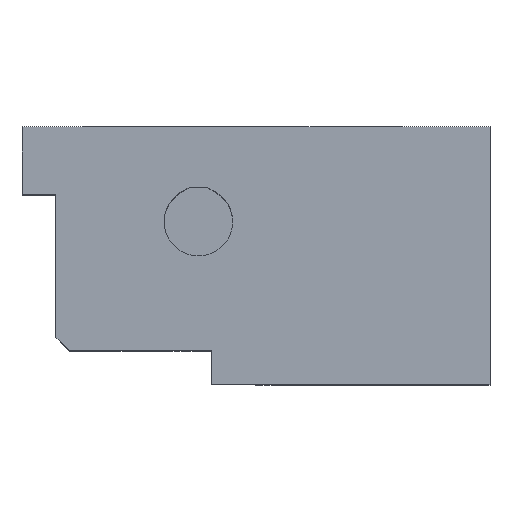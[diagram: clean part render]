
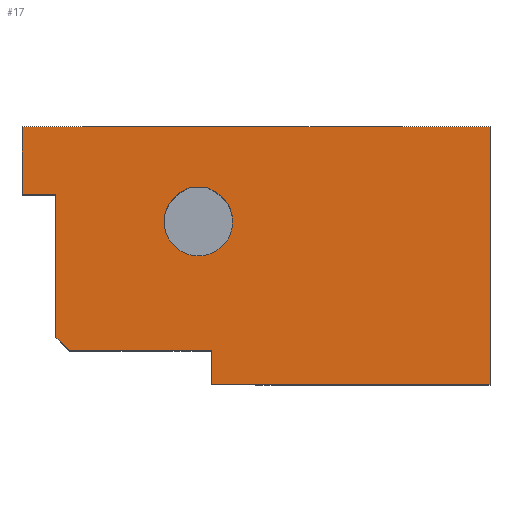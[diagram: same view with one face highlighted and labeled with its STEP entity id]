
A CAD part, top view. The second image highlights one B-rep face of the part: STEP entity #17.
In plain terms, the highlighted planar face has unit normal (0, 0, 1).
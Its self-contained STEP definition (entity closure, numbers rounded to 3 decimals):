
#17 = ADVANCED_FACE('',(#18,#92),#127,.F.);
#18 = FACE_BOUND('',#19,.T.);
#19 = EDGE_LOOP('',(#20,#30,#38,#46,#54,#62,#70,#78,#86));
#20 = ORIENTED_EDGE('',*,*,#21,.T.);
#21 = EDGE_CURVE('',#22,#24,#26,.T.);
#22 = VERTEX_POINT('',#23);
#23 = CARTESIAN_POINT('',(3.5,2.5,0.3));
#24 = VERTEX_POINT('',#25);
#25 = CARTESIAN_POINT('',(14.,2.5,0.3));
#26 = LINE('',#27,#28);
#27 = CARTESIAN_POINT('',(2.5,2.5,0.3));
#28 = VECTOR('',#29,1.);
#29 = DIRECTION('',(1.,0.,0.));
#30 = ORIENTED_EDGE('',*,*,#31,.T.);
#31 = EDGE_CURVE('',#24,#32,#34,.T.);
#32 = VERTEX_POINT('',#33);
#33 = CARTESIAN_POINT('',(14.,0.,0.3));
#34 = LINE('',#35,#36);
#35 = CARTESIAN_POINT('',(14.,2.5,0.3));
#36 = VECTOR('',#37,1.);
#37 = DIRECTION('',(-0.,-1.,-0.));
#38 = ORIENTED_EDGE('',*,*,#39,.T.);
#39 = EDGE_CURVE('',#32,#40,#42,.T.);
#40 = VERTEX_POINT('',#41);
#41 = CARTESIAN_POINT('',(34.5,0.,0.3));
#42 = LINE('',#43,#44);
#43 = CARTESIAN_POINT('',(14.,0.,0.3));
#44 = VECTOR('',#45,1.);
#45 = DIRECTION('',(1.,0.,0.));
#46 = ORIENTED_EDGE('',*,*,#47,.T.);
#47 = EDGE_CURVE('',#40,#48,#50,.T.);
#48 = VERTEX_POINT('',#49);
#49 = CARTESIAN_POINT('',(34.5,19.,0.3));
#50 = LINE('',#51,#52);
#51 = CARTESIAN_POINT('',(34.5,0.,0.3));
#52 = VECTOR('',#53,1.);
#53 = DIRECTION('',(0.,1.,0.));
#54 = ORIENTED_EDGE('',*,*,#55,.T.);
#55 = EDGE_CURVE('',#48,#56,#58,.T.);
#56 = VERTEX_POINT('',#57);
#57 = CARTESIAN_POINT('',(0.,19.,0.3));
#58 = LINE('',#59,#60);
#59 = CARTESIAN_POINT('',(34.5,19.,0.3));
#60 = VECTOR('',#61,1.);
#61 = DIRECTION('',(-1.,-0.,-0.));
#62 = ORIENTED_EDGE('',*,*,#63,.T.);
#63 = EDGE_CURVE('',#56,#64,#66,.T.);
#64 = VERTEX_POINT('',#65);
#65 = CARTESIAN_POINT('',(0.,14.,0.3));
#66 = LINE('',#67,#68);
#67 = CARTESIAN_POINT('',(0.,19.,0.3));
#68 = VECTOR('',#69,1.);
#69 = DIRECTION('',(-0.,-1.,-0.));
#70 = ORIENTED_EDGE('',*,*,#71,.T.);
#71 = EDGE_CURVE('',#64,#72,#74,.T.);
#72 = VERTEX_POINT('',#73);
#73 = CARTESIAN_POINT('',(2.5,14.,0.3));
#74 = LINE('',#75,#76);
#75 = CARTESIAN_POINT('',(0.,14.,0.3));
#76 = VECTOR('',#77,1.);
#77 = DIRECTION('',(1.,0.,0.));
#78 = ORIENTED_EDGE('',*,*,#79,.T.);
#79 = EDGE_CURVE('',#72,#80,#82,.T.);
#80 = VERTEX_POINT('',#81);
#81 = CARTESIAN_POINT('',(2.5,3.5,0.3));
#82 = LINE('',#83,#84);
#83 = CARTESIAN_POINT('',(2.5,14.,0.3));
#84 = VECTOR('',#85,1.);
#85 = DIRECTION('',(-0.,-1.,-0.));
#86 = ORIENTED_EDGE('',*,*,#87,.F.);
#87 = EDGE_CURVE('',#22,#80,#88,.T.);
#88 = LINE('',#89,#90);
#89 = CARTESIAN_POINT('',(4.755,1.245,0.3));
#90 = VECTOR('',#91,1.);
#91 = DIRECTION('',(-0.707,0.707,-0.));
#92 = FACE_BOUND('',#93,.T.);
#93 = EDGE_LOOP('',(#94,#104,#113,#121));
#94 = ORIENTED_EDGE('',*,*,#95,.T.);
#95 = EDGE_CURVE('',#96,#98,#100,.T.);
#96 = VERTEX_POINT('',#97);
#97 = CARTESIAN_POINT('',(13.677,14.525,0.3));
#98 = VERTEX_POINT('',#99);
#99 = CARTESIAN_POINT('',(14.263,14.187,0.3));
#100 = LINE('',#101,#102);
#101 = CARTESIAN_POINT('',(13.677,14.525,0.3));
#102 = VECTOR('',#103,1.);
#103 = DIRECTION('',(0.866,-0.5,0.));
#104 = ORIENTED_EDGE('',*,*,#105,.T.);
#105 = EDGE_CURVE('',#98,#106,#108,.T.);
#106 = VERTEX_POINT('',#107);
#107 = CARTESIAN_POINT('',(11.738,14.187,0.3));
#108 = CIRCLE('',#109,2.525);
#109 = AXIS2_PLACEMENT_3D('',#110,#111,#112);
#110 = CARTESIAN_POINT('',(13.,12.,0.3));
#111 = DIRECTION('',(0.,0.,-1.));
#112 = DIRECTION('',(1.,0.,0.));
#113 = ORIENTED_EDGE('',*,*,#114,.T.);
#114 = EDGE_CURVE('',#106,#115,#117,.T.);
#115 = VERTEX_POINT('',#116);
#116 = CARTESIAN_POINT('',(12.323,14.525,0.3));
#117 = LINE('',#118,#119);
#118 = CARTESIAN_POINT('',(11.738,14.187,0.3));
#119 = VECTOR('',#120,1.);
#120 = DIRECTION('',(0.866,0.5,0.));
#121 = ORIENTED_EDGE('',*,*,#122,.T.);
#122 = EDGE_CURVE('',#115,#96,#123,.T.);
#123 = LINE('',#124,#125);
#124 = CARTESIAN_POINT('',(12.323,14.525,0.3));
#125 = VECTOR('',#126,1.);
#126 = DIRECTION('',(1.,0.,0.));
#127 = PLANE('',#128);
#128 = AXIS2_PLACEMENT_3D('',#129,#130,#131);
#129 = CARTESIAN_POINT('',(17.321,10.302,0.3));
#130 = DIRECTION('',(-0.,-0.,-1.));
#131 = DIRECTION('',(-1.,0.,0.));
